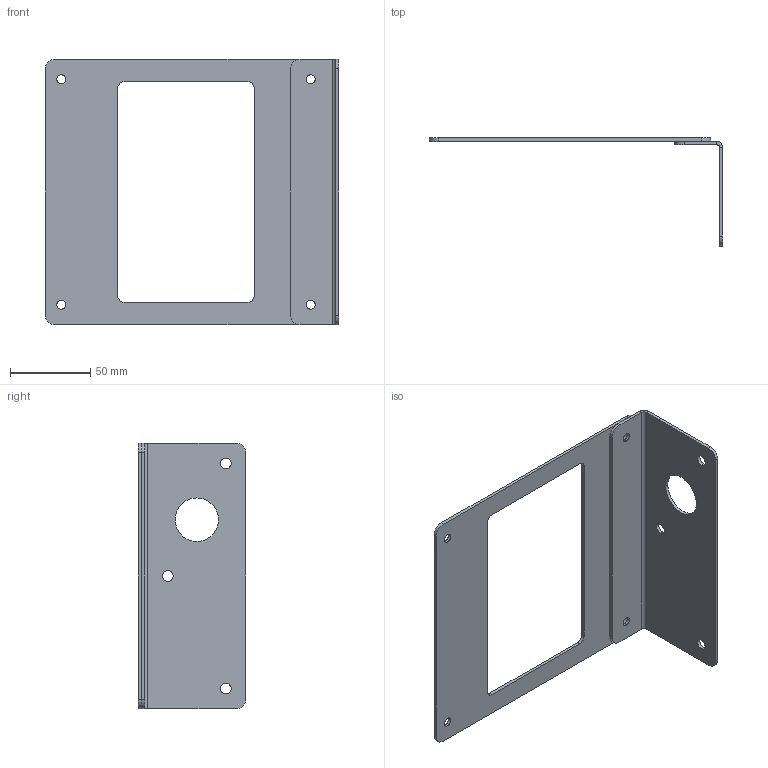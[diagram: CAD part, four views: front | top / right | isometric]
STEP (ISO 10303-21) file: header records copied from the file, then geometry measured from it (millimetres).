
FILE_DESCRIPTION((''),'2;1');
FILE_NAME('7500_CU_ASM','2024-03-18T12:23:23',('dfuhrer'),(''),'CREO PARAMETRIC BY PTC INC, 2022284','CREO PARAMETRIC BY PTC INC, 2022284','');
FILE_SCHEMA(('CONFIG_CONTROL_DESIGN','SHAPE_APPEARANCE_LAYERS_GROUPS'));
Length unit declared in the file: millimetre
Products named in the file (3): 104-6857; 104-6858; 7500_CU_ASM
Assembly tree (2 placements, depth 2):
  7500_CU_ASM
    104-6857
    104-6858
Bounding box: 182.5 x 66.98 x 165 mm (x, y, z)
Volume: 62493.3 mm3; surface area: 66683.2 mm2
Topology: 2 solids, 2 shells, 56 faces, 148 edges, 96 vertices
Faces by surface type: cylinder 34, plane 22
Entity records: 1920 total; most frequent: DIRECTION 338, CARTESIAN_POINT 305, ORIENTED_EDGE 296, EDGE_CURVE 148, AXIS2_PLACEMENT_3D 129, VERTEX_POINT 96, VECTOR 80, LINE 80
